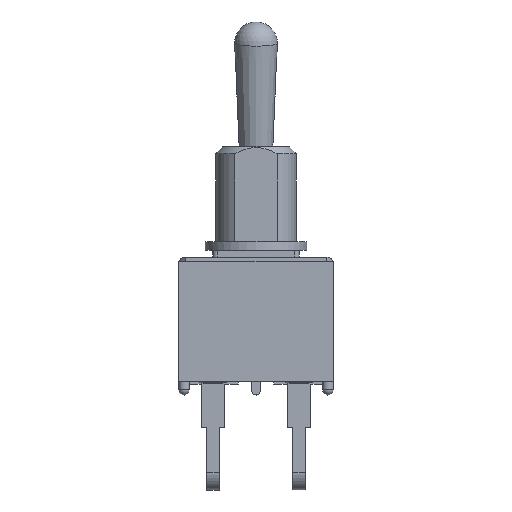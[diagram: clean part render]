
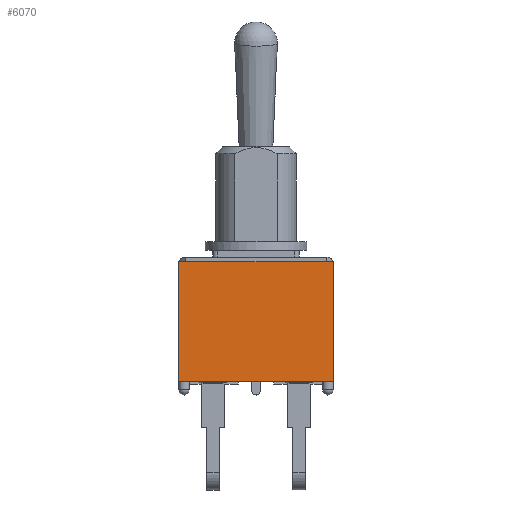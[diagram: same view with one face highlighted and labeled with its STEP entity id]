
A CAD part, left-side view. The second image highlights one B-rep face of the part: STEP entity #6070.
In plain terms, the highlighted planar face has unit normal (-1, 0, 0).
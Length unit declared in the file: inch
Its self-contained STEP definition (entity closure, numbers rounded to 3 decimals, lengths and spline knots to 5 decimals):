
#491=FACE_OUTER_BOUND('',#813,.T.);
#813=EDGE_LOOP('',(#5484,#5485,#5486,#5487,#5488,#5489,#5490,#5491));
#1423=LINE('',#10263,#2119);
#1527=LINE('',#10471,#2223);
#1556=LINE('',#10573,#2252);
#1557=LINE('',#10576,#2253);
#1567=LINE('',#10591,#2263);
#1599=LINE('',#10651,#2295);
#1609=LINE('',#10670,#2305);
#1611=LINE('',#10676,#2307);
#2119=VECTOR('',#7528,0.3937);
#2223=VECTOR('',#7722,0.3937);
#2252=VECTOR('',#7829,0.3937);
#2253=VECTOR('',#7832,0.3937);
#2263=VECTOR('',#7846,0.3937);
#2295=VECTOR('',#7908,0.3937);
#2305=VECTOR('',#7930,0.3937);
#2307=VECTOR('',#7940,0.3937);
#2743=VERTEX_POINT('',#10192);
#2769=VERTEX_POINT('',#10255);
#2829=VERTEX_POINT('',#10469);
#2851=VERTEX_POINT('',#10537);
#2860=VERTEX_POINT('',#10561);
#2863=VERTEX_POINT('',#10571);
#2864=VERTEX_POINT('',#10575);
#2880=VERTEX_POINT('',#10649);
#3550=EDGE_CURVE('',#2769,#2743,#1423,.T.);
#3654=EDGE_CURVE('',#2743,#2829,#1527,.T.);
#3703=EDGE_CURVE('',#2863,#2851,#1556,.T.);
#3704=EDGE_CURVE('',#2860,#2864,#1557,.T.);
#3714=EDGE_CURVE('',#2851,#2860,#1567,.T.);
#3746=EDGE_CURVE('',#2863,#2880,#1599,.T.);
#3756=EDGE_CURVE('',#2880,#2769,#1609,.T.);
#3758=EDGE_CURVE('',#2864,#2829,#1611,.T.);
#5484=ORIENTED_EDGE('',*,*,#3756,.T.);
#5485=ORIENTED_EDGE('',*,*,#3550,.T.);
#5486=ORIENTED_EDGE('',*,*,#3654,.T.);
#5487=ORIENTED_EDGE('',*,*,#3758,.F.);
#5488=ORIENTED_EDGE('',*,*,#3704,.F.);
#5489=ORIENTED_EDGE('',*,*,#3714,.F.);
#5490=ORIENTED_EDGE('',*,*,#3703,.F.);
#5491=ORIENTED_EDGE('',*,*,#3746,.T.);
#5763=PLANE('',#6481);
#6070=ADVANCED_FACE('',(#491),#5763,.T.);
#6481=AXIS2_PLACEMENT_3D('',#10675,#7938,#7939);
#7528=DIRECTION('',(0.,1.,0.));
#7722=DIRECTION('',(0.,1.,0.));
#7829=DIRECTION('',(0.,1.,0.));
#7832=DIRECTION('',(0.,1.,0.));
#7846=DIRECTION('',(0.,1.,0.));
#7908=DIRECTION('',(0.,0.,1.));
#7930=DIRECTION('',(0.,1.,0.));
#7938=DIRECTION('center_axis',(-1.,0.,0.));
#7939=DIRECTION('ref_axis',(0.,0.,1.));
#7940=DIRECTION('',(0.,0.,1.));
#10192=CARTESIAN_POINT('',(-0.16004,0.16378,0.27756));
#10255=CARTESIAN_POINT('',(-0.16004,-0.16378,0.27756));
#10263=CARTESIAN_POINT('',(-0.16004,-0.17992,0.27756));
#10469=CARTESIAN_POINT('',(-0.16004,0.17992,0.27756));
#10471=CARTESIAN_POINT('',(-0.16004,-0.17992,0.27756));
#10537=CARTESIAN_POINT('',(-0.16004,-0.16713,0.));
#10561=CARTESIAN_POINT('',(-0.16004,0.16713,0.));
#10571=CARTESIAN_POINT('',(-0.16004,-0.17992,0.));
#10573=CARTESIAN_POINT('',(-0.16004,-0.17992,0.));
#10575=CARTESIAN_POINT('',(-0.16004,0.17992,0.));
#10576=CARTESIAN_POINT('',(-0.16004,-0.17992,0.));
#10591=CARTESIAN_POINT('',(-0.16004,-0.17992,0.));
#10649=CARTESIAN_POINT('',(-0.16004,-0.17992,0.27756));
#10651=CARTESIAN_POINT('',(-0.16004,-0.17992,0.));
#10670=CARTESIAN_POINT('',(-0.16004,-0.17992,0.27756));
#10675=CARTESIAN_POINT('Origin',(-0.16004,-0.17992,0.));
#10676=CARTESIAN_POINT('',(-0.16004,0.17992,0.));
